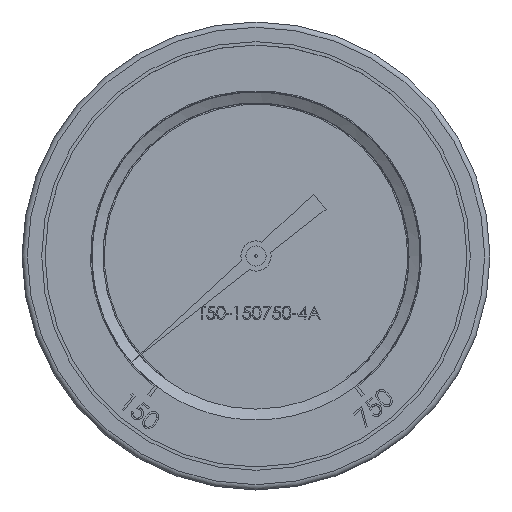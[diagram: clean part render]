
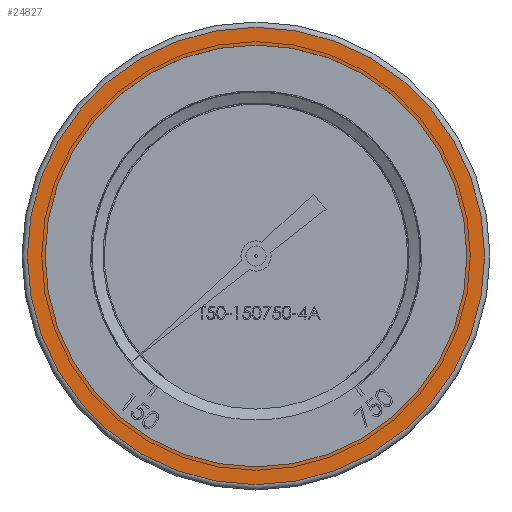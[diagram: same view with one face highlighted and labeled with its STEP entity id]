
A CAD part, top view. The second image highlights one B-rep face of the part: STEP entity #24827.
In plain terms, the highlighted planar face has unit normal (0, 0, 1).
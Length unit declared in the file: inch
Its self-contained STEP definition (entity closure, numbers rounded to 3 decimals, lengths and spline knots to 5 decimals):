
#1085 = ORIENTED_EDGE ( 'NONE', *, *, #1613, .F. ) ;
#1095 = EDGE_CURVE ( 'NONE', #21708, #21708, #6701, .T. ) ;
#1613 = EDGE_CURVE ( 'NONE', #14061, #14061, #12785, .T. ) ;
#1931 = DIRECTION ( 'NONE',  ( 0., 0., -1. ) ) ;
#3955 = CARTESIAN_POINT ( 'NONE',  ( 0., 0., 0. ) ) ;
#4539 = CARTESIAN_POINT ( 'NONE',  ( -2.58, 0., 0. ) ) ;
#5718 = FACE_BOUND ( 'NONE', #15077, .T. ) ;
#6701 = CIRCLE ( 'NONE', #8299, 2.58 ) ;
#7731 = CARTESIAN_POINT ( 'NONE',  ( -2.38, 0., 0. ) ) ;
#8299 = AXIS2_PLACEMENT_3D ( 'NONE', #8958, #8701, #12698 ) ;
#8307 = PLANE ( 'NONE',  #19142 ) ;
#8577 = ORIENTED_EDGE ( 'NONE', *, *, #1095, .T. ) ;
#8701 = DIRECTION ( 'NONE',  ( 0., 0., 1. ) ) ;
#8958 = CARTESIAN_POINT ( 'NONE',  ( 0., 0., 0. ) ) ;
#10841 = CARTESIAN_POINT ( 'NONE',  ( 0., 0., 0. ) ) ;
#12698 = DIRECTION ( 'NONE',  ( -1., 0., 0. ) ) ;
#12785 = CIRCLE ( 'NONE', #15991, 2.38 ) ;
#14061 = VERTEX_POINT ( 'NONE', #7731 ) ;
#15077 = EDGE_LOOP ( 'NONE', ( #1085 ) ) ;
#15218 = DIRECTION ( 'NONE',  ( -1., 0., 0. ) ) ;
#15991 = AXIS2_PLACEMENT_3D ( 'NONE', #10841, #16632, #15218 ) ;
#16632 = DIRECTION ( 'NONE',  ( 0., 0., 1. ) ) ;
#18577 = EDGE_LOOP ( 'NONE', ( #8577 ) ) ;
#19142 = AXIS2_PLACEMENT_3D ( 'NONE', #3955, #1931, #19837 ) ;
#19837 = DIRECTION ( 'NONE',  ( -1., 0., 0. ) ) ;
#21708 = VERTEX_POINT ( 'NONE', #4539 ) ;
#23018 = FACE_OUTER_BOUND ( 'NONE', #18577, .T. ) ;
#24827 = ADVANCED_FACE ( 'NONE', ( #23018, #5718 ), #8307, .F. ) ;
